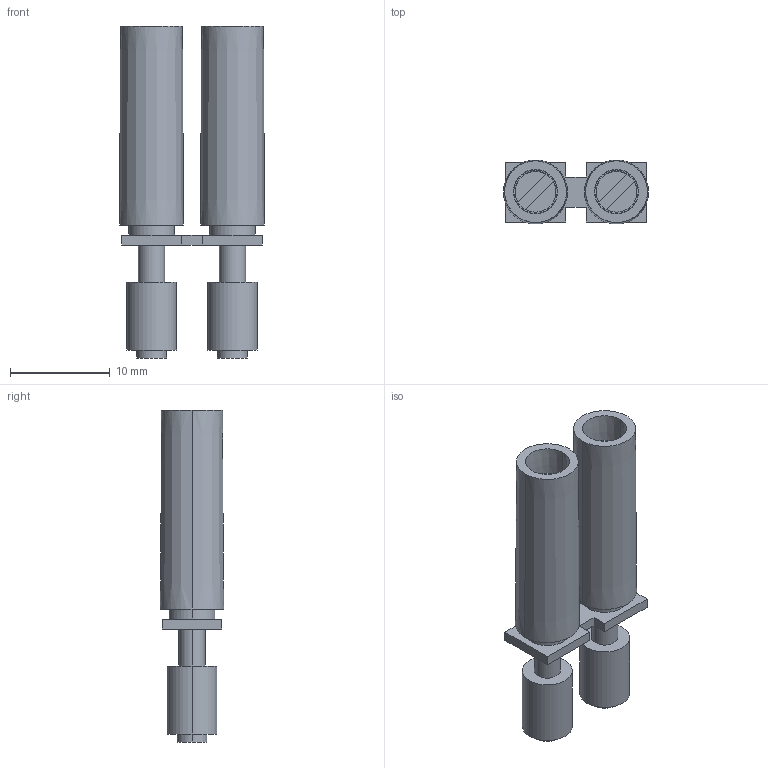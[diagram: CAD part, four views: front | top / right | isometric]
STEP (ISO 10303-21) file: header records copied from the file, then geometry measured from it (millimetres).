
FILE_DESCRIPTION(('Creo Elements/Direct Modeling STEP Export'),'2;1');
FILE_NAME('model.stp','2019-05-15T 1:49:57',(''),(''),'Creo Elements/Direct Modeling STEP processor for AP214 (Solid Model)','Creo Elements/Direct Modeling 20.1A 29-Sep-2018 (C) Parametric Technology GmbH','');
FILE_SCHEMA(('AUTOMOTIVE_DESIGN { 1 0 10303 214 1 1 1 1 }'));
Length unit declared in the file: millimetre
Products named in the file (2): FBRI_2_8_N_SO_GN_GN-select
Assembly tree (1 placements, depth 2):
  FBRI_2_8_N_SO_GN_GN-select
    FBRI_2_8_N_SO_GN_GN-select
Bounding box: 14.5 x 6.4 x 33.2 mm (x, y, z)
Volume: 1219.3 mm3; surface area: 1869.1 mm2
Topology: 1 solids, 1 shells, 64 faces, 146 edges, 98 vertices
Faces by surface type: plane 36, cylinder 20, cone 8
Entity records: 2209 total; most frequent: ORIENTED_EDGE 292, CARTESIAN_POINT 274, DIRECTION 272, EDGE_CURVE 146, VERTEX_POINT 98, AXIS2_PLACEMENT_3D 96, VECTOR 80, LINE 80
